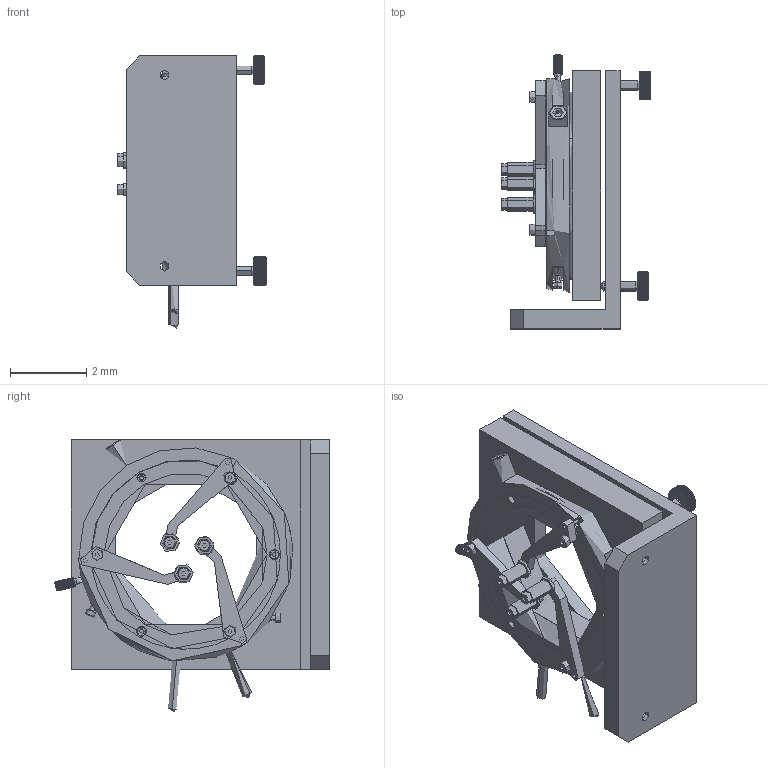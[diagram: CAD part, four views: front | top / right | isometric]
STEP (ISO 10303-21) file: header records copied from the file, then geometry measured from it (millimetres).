
FILE_DESCRIPTION (( 'STEP AP203' ), '1' );
FILE_NAME ('Web Model 53040_Default.step', '2019-06-07T16:58:57', ( '' ), ( '' ), 'SwSTEP 2.0', 'SolidWorks 2018', '' );
FILE_SCHEMA (( 'CONFIG_CONTROL_DESIGN' ));
Length unit declared in the file: millimetre
Products named in the file (1): Web Model 53040_Default
Bounding box: 3.91 x 7.18 x 7.12 mm (x, y, z)
Volume: 33.7 mm3
Topology: 9 solids, 14 shells, 1642 faces, 4493 edges, 2932 vertices
Faces by surface type: plane 906, cylinder 591, bspline 145
Full cylindrical faces by diameter (mm): 0.089 x1, 0.159 x1
Entity records: 52875 total; most frequent: CARTESIAN_POINT 14417, ORIENTED_EDGE 8952, DIRECTION 7488, EDGE_CURVE 4476, VERTEX_POINT 2928, AXIS2_PLACEMENT_3D 2870, EDGE_LOOP 1782, LINE 1748
